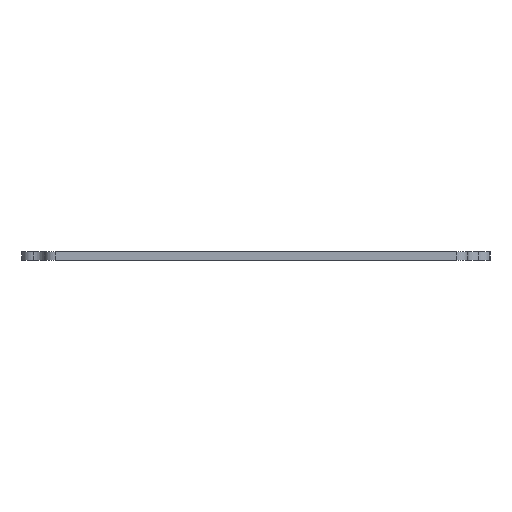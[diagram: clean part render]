
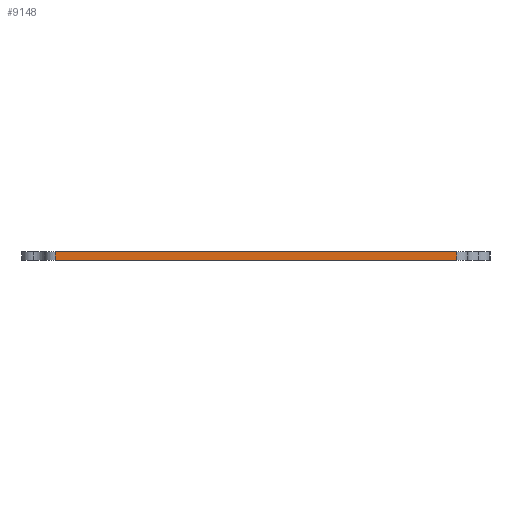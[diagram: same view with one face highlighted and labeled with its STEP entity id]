
A CAD part, left-side view. The second image highlights one B-rep face of the part: STEP entity #9148.
In plain terms, the highlighted planar face has unit normal (-1, 0, 0).
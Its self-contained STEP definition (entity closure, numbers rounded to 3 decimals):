
#1247=FACE_OUTER_BOUND('',#1746,.T.);
#1746=EDGE_LOOP('',(#8024,#8025,#8026,#8027));
#1840=LINE('',#12920,#2723);
#2678=LINE('',#15445,#3561);
#2679=LINE('',#15448,#3562);
#2680=LINE('',#15449,#3563);
#2723=VECTOR('',#10201,10.);
#3561=VECTOR('',#12757,10.);
#3562=VECTOR('',#12760,10.);
#3563=VECTOR('',#12761,10.);
#3628=VERTEX_POINT('',#12917);
#3629=VERTEX_POINT('',#12919);
#4457=VERTEX_POINT('',#15443);
#4458=VERTEX_POINT('',#15447);
#4531=EDGE_CURVE('',#3629,#3628,#1840,.T.);
#5795=EDGE_CURVE('',#3628,#4457,#2678,.T.);
#5796=EDGE_CURVE('',#4458,#4457,#2679,.T.);
#5797=EDGE_CURVE('',#3629,#4458,#2680,.T.);
#8024=ORIENTED_EDGE('',*,*,#4531,.T.);
#8025=ORIENTED_EDGE('',*,*,#5795,.T.);
#8026=ORIENTED_EDGE('',*,*,#5796,.F.);
#8027=ORIENTED_EDGE('',*,*,#5797,.F.);
#8700=PLANE('',#10068);
#9148=ADVANCED_FACE('',(#1247),#8700,.T.);
#10068=AXIS2_PLACEMENT_3D('',#15446,#12758,#12759);
#10201=DIRECTION('',(0.,-1.,0.));
#12757=DIRECTION('',(0.,0.,1.));
#12758=DIRECTION('center_axis',(-1.,0.,0.));
#12759=DIRECTION('ref_axis',(0.,-1.,0.));
#12760=DIRECTION('',(0.,-1.,0.));
#12761=DIRECTION('',(0.,0.,1.));
#12917=CARTESIAN_POINT('',(-9.8,-64.8,0.));
#12919=CARTESIAN_POINT('',(-9.8,7.8,0.));
#12920=CARTESIAN_POINT('',(-9.8,7.8,0.));
#15443=CARTESIAN_POINT('',(-9.8,-64.8,1.5));
#15445=CARTESIAN_POINT('',(-9.8,-64.8,0.));
#15446=CARTESIAN_POINT('Origin',(-9.8,7.8,0.));
#15447=CARTESIAN_POINT('',(-9.8,7.8,1.5));
#15448=CARTESIAN_POINT('',(-9.8,7.8,1.5));
#15449=CARTESIAN_POINT('',(-9.8,7.8,0.));
